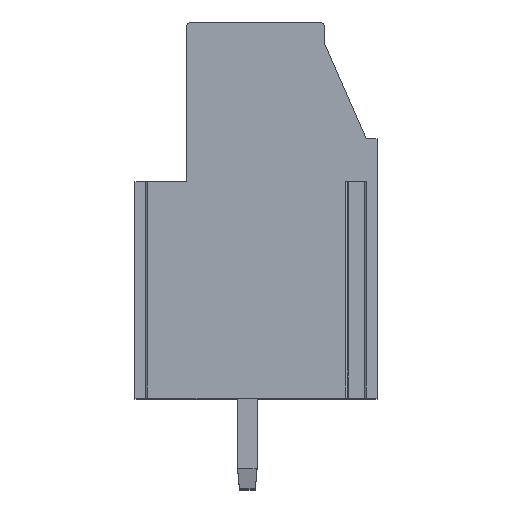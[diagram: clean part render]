
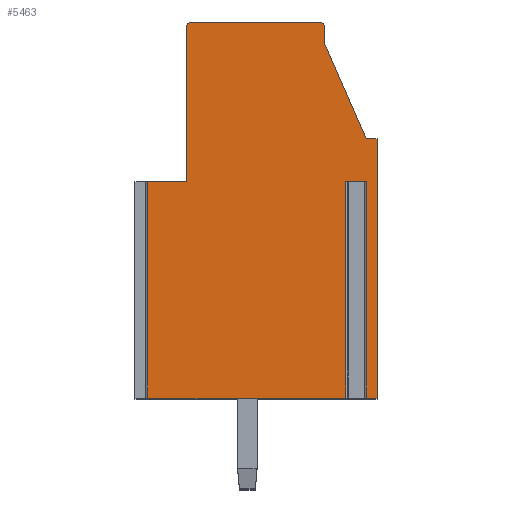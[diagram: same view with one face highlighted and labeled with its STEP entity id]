
A CAD part, top view. The second image highlights one B-rep face of the part: STEP entity #5463.
In plain terms, the highlighted planar face has unit normal (0, 0, 1).
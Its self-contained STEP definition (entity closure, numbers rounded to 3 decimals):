
#113=DIRECTION('',(-1.,0.,0.));
#114=VECTOR('',#113,1.806);
#115=CARTESIAN_POINT('',(-3.2,1.3,2.5));
#116=LINE('',#115,#114);
#953=DIRECTION('',(1.,0.,0.));
#954=VECTOR('',#953,0.989);
#955=CARTESIAN_POINT('',(4.142,1.3,2.5));
#956=LINE('',#955,#954);
#957=DIRECTION('',(0.,-1.,0.));
#958=VECTOR('',#957,10.);
#959=CARTESIAN_POINT('',(4.142,1.3,2.5));
#960=LINE('',#959,#958);
#961=DIRECTION('',(1.,0.,0.));
#962=VECTOR('',#961,9.148);
#963=CARTESIAN_POINT('',(-5.006,-8.7,2.5));
#964=LINE('',#963,#962);
#965=DIRECTION('',(0.,-1.,0.));
#966=VECTOR('',#965,10.);
#967=CARTESIAN_POINT('',(-5.006,1.3,2.5));
#968=LINE('',#967,#966);
#969=DIRECTION('',(0.,-1.,0.));
#970=VECTOR('',#969,7.2);
#971=CARTESIAN_POINT('',(-3.2,8.5,2.5));
#972=LINE('',#971,#970);
#973=CARTESIAN_POINT('',(-3.,8.5,2.5));
#974=DIRECTION('',(0.,0.,1.));
#975=DIRECTION('',(0.,1.,0.));
#976=AXIS2_PLACEMENT_3D('',#973,#974,#975);
#978=DIRECTION('',(-1.,0.,0.));
#979=VECTOR('',#978,5.95);
#980=CARTESIAN_POINT('',(2.95,8.7,2.5));
#981=LINE('',#980,#979);
#982=CARTESIAN_POINT('',(2.95,8.5,2.5));
#983=DIRECTION('',(0.,0.,1.));
#984=DIRECTION('',(1.,0.,0.));
#985=AXIS2_PLACEMENT_3D('',#982,#983,#984);
#987=DIRECTION('',(0.,1.,0.));
#988=VECTOR('',#987,0.75);
#989=CARTESIAN_POINT('',(3.15,7.75,2.5));
#990=LINE('',#989,#988);
#991=DIRECTION('',(-0.401,0.916,0.));
#992=VECTOR('',#991,4.859);
#993=CARTESIAN_POINT('',(5.1,3.3,2.5));
#994=LINE('',#993,#992);
#995=DIRECTION('',(-1.,0.,0.));
#996=VECTOR('',#995,0.5);
#997=CARTESIAN_POINT('',(5.6,3.3,2.5));
#998=LINE('',#997,#996);
#999=DIRECTION('',(0.,1.,0.));
#1000=VECTOR('',#999,12.);
#1001=CARTESIAN_POINT('',(5.6,-8.7,2.5));
#1002=LINE('',#1001,#1000);
#1003=DIRECTION('',(1.,0.,0.));
#1004=VECTOR('',#1003,0.469);
#1005=CARTESIAN_POINT('',(5.131,-8.7,2.5));
#1006=LINE('',#1005,#1004);
#1007=DIRECTION('',(0.,-1.,0.));
#1008=VECTOR('',#1007,10.);
#1009=CARTESIAN_POINT('',(5.131,1.3,2.5));
#1010=LINE('',#1009,#1008);
#3311=CARTESIAN_POINT('',(5.1,3.3,2.5));
#3312=CARTESIAN_POINT('',(3.15,7.75,2.5));
#3313=VERTEX_POINT('',#3311);
#3314=VERTEX_POINT('',#3312);
#3315=CARTESIAN_POINT('',(3.15,8.5,2.5));
#3316=VERTEX_POINT('',#3315);
#3317=CARTESIAN_POINT('',(2.95,8.7,2.5));
#3318=VERTEX_POINT('',#3317);
#3319=CARTESIAN_POINT('',(-3.,8.7,2.5));
#3320=VERTEX_POINT('',#3319);
#3321=CARTESIAN_POINT('',(-3.2,8.5,2.5));
#3322=VERTEX_POINT('',#3321);
#3323=CARTESIAN_POINT('',(-3.2,1.3,2.5));
#3324=VERTEX_POINT('',#3323);
#3325=CARTESIAN_POINT('',(5.6,-8.7,2.5));
#3326=CARTESIAN_POINT('',(5.6,3.3,2.5));
#3327=VERTEX_POINT('',#3325);
#3328=VERTEX_POINT('',#3326);
#3341=CARTESIAN_POINT('',(4.142,1.3,2.5));
#3342=CARTESIAN_POINT('',(5.131,1.3,2.5));
#3343=VERTEX_POINT('',#3341);
#3344=VERTEX_POINT('',#3342);
#3345=CARTESIAN_POINT('',(-5.006,1.3,2.5));
#3346=CARTESIAN_POINT('',(-5.006,-8.7,2.5));
#3347=VERTEX_POINT('',#3345);
#3348=VERTEX_POINT('',#3346);
#3349=CARTESIAN_POINT('',(5.131,-8.7,2.5));
#3350=VERTEX_POINT('',#3349);
#3351=CARTESIAN_POINT('',(4.142,-8.7,2.5));
#3352=VERTEX_POINT('',#3351);
#5438=CARTESIAN_POINT('',(0.,0.,2.5));
#5439=DIRECTION('',(0.,0.,1.));
#5440=DIRECTION('',(1.,0.,0.));
#5441=AXIS2_PLACEMENT_3D('',#5438,#5439,#5440);
#5442=PLANE('',#5441);
#5444=ORIENTED_EDGE('',*,*,#5443,.F.);
#5446=ORIENTED_EDGE('',*,*,#5445,.T.);
#5447=ORIENTED_EDGE('',*,*,#5172,.F.);
#5448=ORIENTED_EDGE('',*,*,#5430,.F.);
#5449=ORIENTED_EDGE('',*,*,#4337,.F.);
#5450=ORIENTED_EDGE('',*,*,#4473,.F.);
#5451=ORIENTED_EDGE('',*,*,#4938,.F.);
#5452=ORIENTED_EDGE('',*,*,#4952,.F.);
#5453=ORIENTED_EDGE('',*,*,#5008,.F.);
#5454=ORIENTED_EDGE('',*,*,#5022,.F.);
#5455=ORIENTED_EDGE('',*,*,#5036,.F.);
#5456=ORIENTED_EDGE('',*,*,#5050,.F.);
#5457=ORIENTED_EDGE('',*,*,#5064,.F.);
#5458=ORIENTED_EDGE('',*,*,#5188,.F.);
#5460=ORIENTED_EDGE('',*,*,#5459,.F.);
#5461=EDGE_LOOP('',(#5444,#5446,#5447,#5448,#5449,#5450,#5451,#5452,#5453,#5454,
#5455,#5456,#5457,#5458,#5460));
#5462=FACE_OUTER_BOUND('',#5461,.F.);
#977=CIRCLE('',#976,0.2);
#986=CIRCLE('',#985,0.2);
#4337=EDGE_CURVE('',#3324,#3347,#116,.T.);
#4473=EDGE_CURVE('',#3322,#3324,#972,.T.);
#4938=EDGE_CURVE('',#3320,#3322,#977,.T.);
#4952=EDGE_CURVE('',#3318,#3320,#981,.T.);
#5008=EDGE_CURVE('',#3316,#3318,#986,.T.);
#5022=EDGE_CURVE('',#3314,#3316,#990,.T.);
#5036=EDGE_CURVE('',#3313,#3314,#994,.T.);
#5050=EDGE_CURVE('',#3328,#3313,#998,.T.);
#5064=EDGE_CURVE('',#3327,#3328,#1002,.T.);
#5172=EDGE_CURVE('',#3348,#3352,#964,.T.);
#5188=EDGE_CURVE('',#3350,#3327,#1006,.T.);
#5430=EDGE_CURVE('',#3347,#3348,#968,.T.);
#5443=EDGE_CURVE('',#3343,#3344,#956,.T.);
#5445=EDGE_CURVE('',#3343,#3352,#960,.T.);
#5459=EDGE_CURVE('',#3344,#3350,#1010,.T.);
#5463=ADVANCED_FACE('',(#5462),#5442,.T.);
